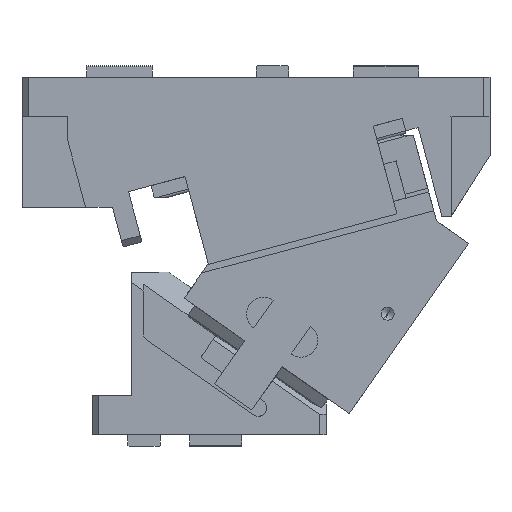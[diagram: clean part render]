
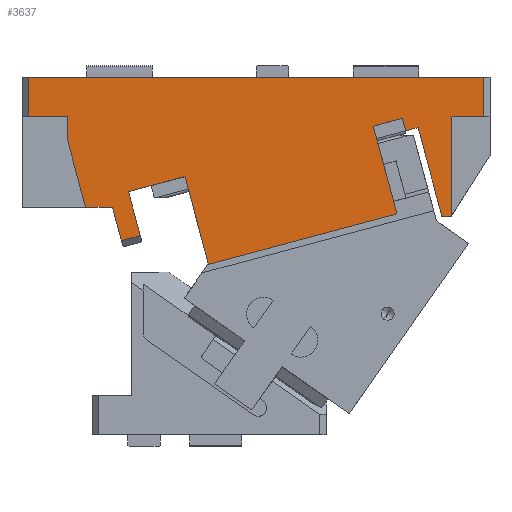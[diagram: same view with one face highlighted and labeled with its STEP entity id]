
A CAD part, front view. The second image highlights one B-rep face of the part: STEP entity #3637.
In plain terms, the highlighted planar face has unit normal (0, -1, 0).
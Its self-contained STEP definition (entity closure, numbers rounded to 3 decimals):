
#126=CARTESIAN_POINT('Vertex',(355.,-55.,0.)) ;
#168=CARTESIAN_POINT('Vertex',(5.,-55.,0.)) ;
#171=CARTESIAN_POINT('Line Origine',(180.,-55.,0.)) ;
#1455=CARTESIAN_POINT('Vertex',(143.484,-55.,-143.972)) ;
#1462=CARTESIAN_POINT('Vertex',(288.373,-55.,-105.15)) ;
#1465=CARTESIAN_POINT('Line Origine',(215.929,-55.,-124.561)) ;
#1663=CARTESIAN_POINT('Vertex',(355.,-55.,-30.)) ;
#1671=CARTESIAN_POINT('Line Origine',(355.,-55.,-15.)) ;
#2186=CARTESIAN_POINT('Line Origine',(41.94,-55.,-74.1)) ;
#2190=CARTESIAN_POINT('Vertex',(48.88,-55.,-100.)) ;
#2192=CARTESIAN_POINT('Vertex',(35.,-55.,-48.199)) ;
#2226=CARTESIAN_POINT('Line Origine',(35.,-55.,-39.1)) ;
#2230=CARTESIAN_POINT('Vertex',(35.,-55.,-30.)) ;
#2268=CARTESIAN_POINT('Vertex',(5.,-55.,-30.)) ;
#2271=CARTESIAN_POINT('Line Origine',(5.,-55.,-15.)) ;
#2795=CARTESIAN_POINT('Line Origine',(20.,-55.,-30.)) ;
#2851=CARTESIAN_POINT('Vertex',(69.585,-55.,-100.)) ;
#2854=CARTESIAN_POINT('Line Origine',(59.233,-55.,-100.)) ;
#2954=CARTESIAN_POINT('Vertex',(76.47,-55.,-125.694)) ;
#2961=CARTESIAN_POINT('Vertex',(90.959,-55.,-121.812)) ;
#2964=CARTESIAN_POINT('Line Origine',(83.715,-55.,-123.753)) ;
#2981=CARTESIAN_POINT('Line Origine',(73.028,-55.,-112.847)) ;
#3500=CARTESIAN_POINT('Vertex',(81.9,-55.,-88.004)) ;
#3503=CARTESIAN_POINT('Line Origine',(86.43,-55.,-104.908)) ;
#3517=CARTESIAN_POINT('Line Origine',(293.766,-55.,-36.412)) ;
#3521=CARTESIAN_POINT('Vertex',(292.472,-55.,-31.582)) ;
#3523=CARTESIAN_POINT('Vertex',(295.06,-55.,-41.241)) ;
#3552=CARTESIAN_POINT('Axis2P3D Location',(0.,-55.,0.)) ;
#3557=CARTESIAN_POINT('Line Origine',(326.517,-55.,-107.)) ;
#3561=CARTESIAN_POINT('Vertex',(323.033,-55.,-107.)) ;
#3563=CARTESIAN_POINT('Vertex',(330.,-55.,-107.)) ;
#3566=CARTESIAN_POINT('Line Origine',(330.,-55.,-68.5)) ;
#3570=CARTESIAN_POINT('Vertex',(330.,-55.,-30.)) ;
#3573=CARTESIAN_POINT('Line Origine',(342.5,-55.,-30.)) ;
#3578=CARTESIAN_POINT('Line Origine',(103.634,-55.,-82.181)) ;
#3582=CARTESIAN_POINT('Vertex',(125.367,-55.,-76.358)) ;
#3585=CARTESIAN_POINT('Line Origine',(134.426,-55.,-110.165)) ;
#3590=CARTESIAN_POINT('Line Origine',(279.315,-55.,-71.342)) ;
#3594=CARTESIAN_POINT('Vertex',(270.256,-55.,-37.535)) ;
#3597=CARTESIAN_POINT('Line Origine',(281.364,-55.,-34.558)) ;
#3602=CARTESIAN_POINT('Line Origine',(299.89,-55.,-39.947)) ;
#3606=CARTESIAN_POINT('Vertex',(304.72,-55.,-38.653)) ;
#3609=CARTESIAN_POINT('Line Origine',(313.876,-55.,-72.826)) ;
#172=DIRECTION('Vector Direction',(-1.,0.,0.)) ;
#1466=DIRECTION('Vector Direction',(-0.966,0.,-0.259)) ;
#1672=DIRECTION('Vector Direction',(0.,0.,-1.)) ;
#2187=DIRECTION('Vector Direction',(-0.259,0.,0.966)) ;
#2227=DIRECTION('Vector Direction',(0.,0.,-1.)) ;
#2272=DIRECTION('Vector Direction',(0.,0.,-1.)) ;
#2796=DIRECTION('Vector Direction',(1.,0.,0.)) ;
#2855=DIRECTION('Vector Direction',(1.,0.,0.)) ;
#2965=DIRECTION('Vector Direction',(0.966,0.,0.259)) ;
#2982=DIRECTION('Vector Direction',(-0.259,0.,0.966)) ;
#3504=DIRECTION('Vector Direction',(-0.259,0.,0.966)) ;
#3518=DIRECTION('Vector Direction',(0.259,0.,-0.966)) ;
#3553=DIRECTION('Axis2P3D Direction',(0.,-1.,0.)) ;
#3554=DIRECTION('Axis2P3D XDirection',(0.,0.,-1.)) ;
#3558=DIRECTION('Vector Direction',(1.,0.,0.)) ;
#3567=DIRECTION('Vector Direction',(0.,0.,-1.)) ;
#3574=DIRECTION('Vector Direction',(-1.,0.,0.)) ;
#3579=DIRECTION('Vector Direction',(0.966,0.,0.259)) ;
#3586=DIRECTION('Vector Direction',(0.259,0.,-0.966)) ;
#3591=DIRECTION('Vector Direction',(-0.259,0.,0.966)) ;
#3598=DIRECTION('Vector Direction',(0.966,0.,0.259)) ;
#3603=DIRECTION('Vector Direction',(0.966,0.,0.259)) ;
#3610=DIRECTION('Vector Direction',(0.259,0.,-0.966)) ;
#3555=AXIS2_PLACEMENT_3D('Plane Axis2P3D',#3552,#3553,#3554) ;
#3615=ORIENTED_EDGE('',*,*,#3565,.T.) ;
#3616=ORIENTED_EDGE('',*,*,#3572,.F.) ;
#3617=ORIENTED_EDGE('',*,*,#3577,.F.) ;
#3618=ORIENTED_EDGE('',*,*,#1675,.F.) ;
#3619=ORIENTED_EDGE('',*,*,#175,.T.) ;
#3620=ORIENTED_EDGE('',*,*,#2275,.T.) ;
#3621=ORIENTED_EDGE('',*,*,#2799,.T.) ;
#3622=ORIENTED_EDGE('',*,*,#2232,.T.) ;
#3623=ORIENTED_EDGE('',*,*,#2194,.F.) ;
#3624=ORIENTED_EDGE('',*,*,#2858,.T.) ;
#3625=ORIENTED_EDGE('',*,*,#2985,.F.) ;
#3626=ORIENTED_EDGE('',*,*,#2968,.T.) ;
#3627=ORIENTED_EDGE('',*,*,#3507,.T.) ;
#3628=ORIENTED_EDGE('',*,*,#3584,.T.) ;
#3629=ORIENTED_EDGE('',*,*,#3589,.T.) ;
#3630=ORIENTED_EDGE('',*,*,#1469,.F.) ;
#3631=ORIENTED_EDGE('',*,*,#3596,.T.) ;
#3632=ORIENTED_EDGE('',*,*,#3601,.T.) ;
#3633=ORIENTED_EDGE('',*,*,#3525,.T.) ;
#3634=ORIENTED_EDGE('',*,*,#3608,.T.) ;
#3635=ORIENTED_EDGE('',*,*,#3613,.T.) ;
#173=VECTOR('Line Direction',#172,1.) ;
#1467=VECTOR('Line Direction',#1466,1.) ;
#1673=VECTOR('Line Direction',#1672,1.) ;
#2188=VECTOR('Line Direction',#2187,1.) ;
#2228=VECTOR('Line Direction',#2227,1.) ;
#2273=VECTOR('Line Direction',#2272,1.) ;
#2797=VECTOR('Line Direction',#2796,1.) ;
#2856=VECTOR('Line Direction',#2855,1.) ;
#2966=VECTOR('Line Direction',#2965,1.) ;
#2983=VECTOR('Line Direction',#2982,1.) ;
#3505=VECTOR('Line Direction',#3504,1.) ;
#3519=VECTOR('Line Direction',#3518,1.) ;
#3559=VECTOR('Line Direction',#3558,1.) ;
#3568=VECTOR('Line Direction',#3567,1.) ;
#3575=VECTOR('Line Direction',#3574,1.) ;
#3580=VECTOR('Line Direction',#3579,1.) ;
#3587=VECTOR('Line Direction',#3586,1.) ;
#3592=VECTOR('Line Direction',#3591,1.) ;
#3599=VECTOR('Line Direction',#3598,1.) ;
#3604=VECTOR('Line Direction',#3603,1.) ;
#3611=VECTOR('Line Direction',#3610,1.) ;
#3637=ADVANCED_FACE('CAM HOLDER',(#3636),#3556,.T.) ;
#175=EDGE_CURVE('',#127,#169,#174,.T.) ;
#1469=EDGE_CURVE('',#1463,#1456,#1468,.T.) ;
#1675=EDGE_CURVE('',#127,#1664,#1674,.T.) ;
#2194=EDGE_CURVE('',#2191,#2193,#2189,.T.) ;
#2232=EDGE_CURVE('',#2231,#2193,#2229,.T.) ;
#2275=EDGE_CURVE('',#169,#2269,#2274,.T.) ;
#2799=EDGE_CURVE('',#2269,#2231,#2798,.T.) ;
#2858=EDGE_CURVE('',#2191,#2852,#2857,.T.) ;
#2968=EDGE_CURVE('',#2955,#2962,#2967,.T.) ;
#2985=EDGE_CURVE('',#2955,#2852,#2984,.T.) ;
#3507=EDGE_CURVE('',#2962,#3501,#3506,.T.) ;
#3525=EDGE_CURVE('',#3522,#3524,#3520,.T.) ;
#3565=EDGE_CURVE('',#3562,#3564,#3560,.T.) ;
#3572=EDGE_CURVE('',#3571,#3564,#3569,.T.) ;
#3577=EDGE_CURVE('',#1664,#3571,#3576,.T.) ;
#3584=EDGE_CURVE('',#3501,#3583,#3581,.T.) ;
#3589=EDGE_CURVE('',#3583,#1456,#3588,.T.) ;
#3596=EDGE_CURVE('',#1463,#3595,#3593,.T.) ;
#3601=EDGE_CURVE('',#3595,#3522,#3600,.T.) ;
#3608=EDGE_CURVE('',#3524,#3607,#3605,.T.) ;
#3613=EDGE_CURVE('',#3607,#3562,#3612,.T.) ;
#3614=EDGE_LOOP('',(#3615,#3616,#3617,#3618,#3619,#3620,#3621,#3622,#3623,#3624,#3625,#3626,#3627,#3628,#3629,#3630,#3631,#3632,#3633,#3634,#3635)) ;
#3636=FACE_OUTER_BOUND('',#3614,.T.) ;
#174=LINE('Line',#171,#173) ;
#1468=LINE('Line',#1465,#1467) ;
#1674=LINE('Line',#1671,#1673) ;
#2189=LINE('Line',#2186,#2188) ;
#2229=LINE('Line',#2226,#2228) ;
#2274=LINE('Line',#2271,#2273) ;
#2798=LINE('Line',#2795,#2797) ;
#2857=LINE('Line',#2854,#2856) ;
#2967=LINE('Line',#2964,#2966) ;
#2984=LINE('Line',#2981,#2983) ;
#3506=LINE('Line',#3503,#3505) ;
#3520=LINE('Line',#3517,#3519) ;
#3560=LINE('Line',#3557,#3559) ;
#3569=LINE('Line',#3566,#3568) ;
#3576=LINE('Line',#3573,#3575) ;
#3581=LINE('Line',#3578,#3580) ;
#3588=LINE('Line',#3585,#3587) ;
#3593=LINE('Line',#3590,#3592) ;
#3600=LINE('Line',#3597,#3599) ;
#3605=LINE('Line',#3602,#3604) ;
#3612=LINE('Line',#3609,#3611) ;
#3556=PLANE('Plane',#3555) ;
#127=VERTEX_POINT('',#126) ;
#169=VERTEX_POINT('',#168) ;
#1456=VERTEX_POINT('',#1455) ;
#1463=VERTEX_POINT('',#1462) ;
#1664=VERTEX_POINT('',#1663) ;
#2191=VERTEX_POINT('',#2190) ;
#2193=VERTEX_POINT('',#2192) ;
#2231=VERTEX_POINT('',#2230) ;
#2269=VERTEX_POINT('',#2268) ;
#2852=VERTEX_POINT('',#2851) ;
#2955=VERTEX_POINT('',#2954) ;
#2962=VERTEX_POINT('',#2961) ;
#3501=VERTEX_POINT('',#3500) ;
#3522=VERTEX_POINT('',#3521) ;
#3524=VERTEX_POINT('',#3523) ;
#3562=VERTEX_POINT('',#3561) ;
#3564=VERTEX_POINT('',#3563) ;
#3571=VERTEX_POINT('',#3570) ;
#3583=VERTEX_POINT('',#3582) ;
#3595=VERTEX_POINT('',#3594) ;
#3607=VERTEX_POINT('',#3606) ;
